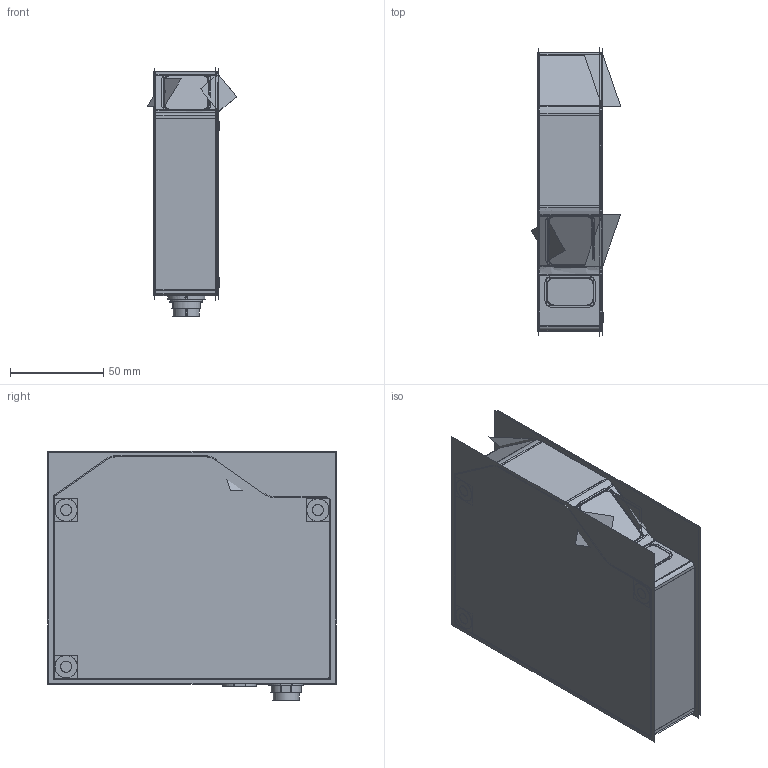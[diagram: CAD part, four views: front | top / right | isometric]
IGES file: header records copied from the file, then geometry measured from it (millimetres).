
Start section:  PTC IGES file: 213088.igs
Global section: file name: 213088.igs; native system: Creo Parametric by PTC Inc.; preprocessor: 2018300; author: pdmadmin; organization: Unknown; date: 20190911.143310; units: millimetre
Bounding box: 48.07 x 154.96 x 133.56 mm (x, y, z)
Surface area: 1143456.9 mm2
Topology: 1 solids, 1 shells, 2468 faces, 15438 edges, 21516 vertices
Faces by surface type: bspline 1740, revolution 728
